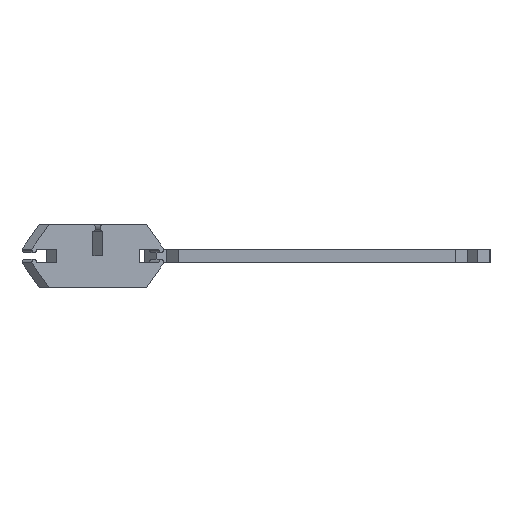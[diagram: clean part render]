
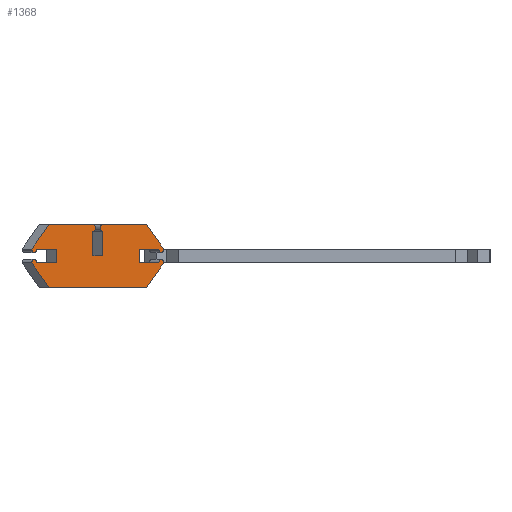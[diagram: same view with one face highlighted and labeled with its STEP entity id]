
A CAD part, front view. The second image highlights one B-rep face of the part: STEP entity #1368.
In plain terms, the highlighted planar face has unit normal (0.707, -0.707, 0).
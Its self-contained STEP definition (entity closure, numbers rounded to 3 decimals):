
#20=CIRCLE('',#1421,1.);
#22=CIRCLE('',#1427,1.);
#24=CIRCLE('',#1432,1.);
#26=CIRCLE('',#1438,1.);
#28=CIRCLE('',#1445,1.);
#30=CIRCLE('',#1451,1.);
#118=FACE_OUTER_BOUND('',#193,.T.);
#193=EDGE_LOOP('',(#1196,#1197,#1198,#1199,#1200,#1201,#1202,#1203,#1204,
#1205,#1206,#1207,#1208,#1209,#1210,#1211,#1212,#1213,#1214,#1215,#1216,
#1217,#1218));
#317=LINE('',#2053,#494);
#320=LINE('',#2059,#497);
#324=LINE('',#2071,#501);
#327=LINE('',#2077,#504);
#330=LINE('',#2083,#507);
#334=LINE('',#2095,#511);
#337=LINE('',#2101,#514);
#341=LINE('',#2113,#518);
#344=LINE('',#2119,#521);
#347=LINE('',#2125,#524);
#351=LINE('',#2137,#528);
#354=LINE('',#2143,#531);
#357=LINE('',#2149,#534);
#360=LINE('',#2155,#537);
#364=LINE('',#2167,#541);
#367=LINE('',#2173,#544);
#370=LINE('',#2179,#547);
#494=VECTOR('',#1670,10.);
#497=VECTOR('',#1675,10.);
#501=VECTOR('',#1687,10.);
#504=VECTOR('',#1692,10.);
#507=VECTOR('',#1697,10.);
#511=VECTOR('',#1709,10.);
#514=VECTOR('',#1714,10.);
#518=VECTOR('',#1726,10.);
#521=VECTOR('',#1731,10.);
#524=VECTOR('',#1736,10.);
#528=VECTOR('',#1748,10.);
#531=VECTOR('',#1753,10.);
#534=VECTOR('',#1758,10.);
#537=VECTOR('',#1763,10.);
#541=VECTOR('',#1775,10.);
#544=VECTOR('',#1780,10.);
#547=VECTOR('',#1785,10.);
#631=VERTEX_POINT('',#2050);
#632=VERTEX_POINT('',#2052);
#634=VERTEX_POINT('',#2058);
#636=VERTEX_POINT('',#2064);
#638=VERTEX_POINT('',#2070);
#640=VERTEX_POINT('',#2076);
#642=VERTEX_POINT('',#2082);
#644=VERTEX_POINT('',#2088);
#646=VERTEX_POINT('',#2094);
#648=VERTEX_POINT('',#2100);
#650=VERTEX_POINT('',#2106);
#652=VERTEX_POINT('',#2112);
#654=VERTEX_POINT('',#2118);
#656=VERTEX_POINT('',#2124);
#658=VERTEX_POINT('',#2130);
#660=VERTEX_POINT('',#2136);
#662=VERTEX_POINT('',#2142);
#664=VERTEX_POINT('',#2148);
#666=VERTEX_POINT('',#2154);
#668=VERTEX_POINT('',#2160);
#670=VERTEX_POINT('',#2166);
#672=VERTEX_POINT('',#2172);
#674=VERTEX_POINT('',#2178);
#797=EDGE_CURVE('',#632,#631,#317,.T.);
#800=EDGE_CURVE('',#634,#632,#320,.T.);
#803=EDGE_CURVE('',#636,#634,#20,.T.);
#806=EDGE_CURVE('',#638,#636,#324,.T.);
#809=EDGE_CURVE('',#640,#638,#327,.T.);
#812=EDGE_CURVE('',#642,#640,#330,.T.);
#815=EDGE_CURVE('',#644,#642,#22,.T.);
#818=EDGE_CURVE('',#646,#644,#334,.T.);
#821=EDGE_CURVE('',#648,#646,#337,.T.);
#824=EDGE_CURVE('',#650,#648,#24,.T.);
#827=EDGE_CURVE('',#652,#650,#341,.T.);
#830=EDGE_CURVE('',#654,#652,#344,.T.);
#833=EDGE_CURVE('',#656,#654,#347,.T.);
#836=EDGE_CURVE('',#658,#656,#26,.T.);
#839=EDGE_CURVE('',#660,#658,#351,.T.);
#842=EDGE_CURVE('',#662,#660,#354,.T.);
#845=EDGE_CURVE('',#664,#662,#357,.T.);
#848=EDGE_CURVE('',#666,#664,#360,.T.);
#851=EDGE_CURVE('',#668,#666,#28,.T.);
#854=EDGE_CURVE('',#670,#668,#364,.T.);
#857=EDGE_CURVE('',#672,#670,#367,.T.);
#860=EDGE_CURVE('',#674,#672,#370,.T.);
#863=EDGE_CURVE('',#631,#674,#30,.T.);
#1196=ORIENTED_EDGE('',*,*,#863,.T.);
#1197=ORIENTED_EDGE('',*,*,#860,.T.);
#1198=ORIENTED_EDGE('',*,*,#857,.T.);
#1199=ORIENTED_EDGE('',*,*,#854,.T.);
#1200=ORIENTED_EDGE('',*,*,#851,.T.);
#1201=ORIENTED_EDGE('',*,*,#848,.T.);
#1202=ORIENTED_EDGE('',*,*,#845,.T.);
#1203=ORIENTED_EDGE('',*,*,#842,.T.);
#1204=ORIENTED_EDGE('',*,*,#839,.T.);
#1205=ORIENTED_EDGE('',*,*,#836,.T.);
#1206=ORIENTED_EDGE('',*,*,#833,.T.);
#1207=ORIENTED_EDGE('',*,*,#830,.T.);
#1208=ORIENTED_EDGE('',*,*,#827,.T.);
#1209=ORIENTED_EDGE('',*,*,#824,.T.);
#1210=ORIENTED_EDGE('',*,*,#821,.T.);
#1211=ORIENTED_EDGE('',*,*,#818,.T.);
#1212=ORIENTED_EDGE('',*,*,#815,.T.);
#1213=ORIENTED_EDGE('',*,*,#812,.T.);
#1214=ORIENTED_EDGE('',*,*,#809,.T.);
#1215=ORIENTED_EDGE('',*,*,#806,.T.);
#1216=ORIENTED_EDGE('',*,*,#803,.T.);
#1217=ORIENTED_EDGE('',*,*,#800,.T.);
#1218=ORIENTED_EDGE('',*,*,#797,.T.);
#1301=PLANE('',#1452);
#1368=ADVANCED_FACE('',(#118),#1301,.T.);
#1421=AXIS2_PLACEMENT_3D('',#2065,#1681,#1682);
#1427=AXIS2_PLACEMENT_3D('',#2089,#1703,#1704);
#1432=AXIS2_PLACEMENT_3D('',#2107,#1720,#1721);
#1438=AXIS2_PLACEMENT_3D('',#2131,#1742,#1743);
#1445=AXIS2_PLACEMENT_3D('',#2161,#1769,#1770);
#1451=AXIS2_PLACEMENT_3D('',#2183,#1791,#1792);
#1452=AXIS2_PLACEMENT_3D('',#2184,#1793,#1794);
#1670=DIRECTION('',(-0.5,-0.5,-0.707));
#1675=DIRECTION('',(-0.707,-0.707,0.));
#1681=DIRECTION('center_axis',(0.707,-0.707,0.));
#1682=DIRECTION('ref_axis',(0.,0.,
-1.));
#1687=DIRECTION('',(0.,0.,1.));
#1692=DIRECTION('',(-0.707,-0.707,0.));
#1697=DIRECTION('',(0.,0.,-1.));
#1703=DIRECTION('center_axis',(0.707,-0.707,0.));
#1704=DIRECTION('ref_axis',(0.,0.,
1.));
#1709=DIRECTION('',(-0.707,-0.707,0.));
#1714=DIRECTION('',(-0.5,-0.5,0.707));
#1720=DIRECTION('center_axis',(0.707,-0.707,0.));
#1721=DIRECTION('ref_axis',(-0.707,-0.707,0.));
#1726=DIRECTION('',(0.707,0.707,0.));
#1731=DIRECTION('',(0.,0.,1.));
#1736=DIRECTION('',(-0.707,-0.707,0.));
#1742=DIRECTION('center_axis',(0.707,-0.707,0.));
#1743=DIRECTION('ref_axis',(0.707,0.707,0.));
#1748=DIRECTION('',(0.5,0.5,0.707));
#1753=DIRECTION('',(0.707,0.707,0.));
#1758=DIRECTION('',(0.707,0.707,0.));
#1763=DIRECTION('',(0.5,0.5,-0.707));
#1769=DIRECTION('center_axis',(0.707,-0.707,0.));
#1770=DIRECTION('ref_axis',(0.707,0.707,0.));
#1775=DIRECTION('',(-0.707,-0.707,0.));
#1780=DIRECTION('',(0.,0.,-1.));
#1785=DIRECTION('',(0.707,0.707,0.));
#1791=DIRECTION('center_axis',(0.707,-0.707,0.));
#1792=DIRECTION('ref_axis',(-0.707,-0.707,0.));
#1793=DIRECTION('center_axis',(0.707,-0.707,0.));
#1794=DIRECTION('ref_axis',(0.,0.,-1.));
#2050=CARTESIAN_POINT('',(-32.527,-35.355,4.));
#2052=CARTESIAN_POINT('',(-27.527,-30.355,11.071));
#2053=CARTESIAN_POINT('',(-32.527,-35.355,4.));
#2058=CARTESIAN_POINT('',(-14.849,-17.678,11.071));
#2059=CARTESIAN_POINT('',(-27.527,-30.355,11.071));
#2064=CARTESIAN_POINT('',(-14.849,-17.678,9.071));
#2065=CARTESIAN_POINT('Origin',(-14.849,-17.678,10.071));
#2070=CARTESIAN_POINT('',(-14.849,-17.678,2.));
#2071=CARTESIAN_POINT('',(-14.849,-17.678,2.));
#2076=CARTESIAN_POINT('',(-12.021,-14.849,2.));
#2077=CARTESIAN_POINT('',(-14.849,-17.678,2.));
#2082=CARTESIAN_POINT('',(-12.021,-14.849,9.071));
#2083=CARTESIAN_POINT('',(-12.021,-14.849,2.));
#2088=CARTESIAN_POINT('',(-12.021,-14.849,11.071));
#2089=CARTESIAN_POINT('Origin',(-12.021,-14.849,10.071));
#2094=CARTESIAN_POINT('',(0.657,-2.172,11.071));
#2095=CARTESIAN_POINT('',(0.657,-2.172,11.071));
#2100=CARTESIAN_POINT('',(5.657,2.828,4.));
#2101=CARTESIAN_POINT('',(5.657,2.828,4.));
#2106=CARTESIAN_POINT('',(4.243,1.414,4.));
#2107=CARTESIAN_POINT('Origin',(4.95,2.121,4.));
#2112=CARTESIAN_POINT('',(-1.414,-4.243,4.));
#2113=CARTESIAN_POINT('',(4.243,1.414,4.));
#2118=CARTESIAN_POINT('',(-1.414,-4.243,0.));
#2119=CARTESIAN_POINT('',(-1.414,-4.243,0.));
#2124=CARTESIAN_POINT('',(4.243,1.414,0.));
#2125=CARTESIAN_POINT('',(4.243,1.414,0.));
#2130=CARTESIAN_POINT('',(5.657,2.828,0.));
#2131=CARTESIAN_POINT('Origin',(4.95,2.121,0.));
#2136=CARTESIAN_POINT('',(0.657,-2.172,-7.071));
#2137=CARTESIAN_POINT('',(5.657,2.828,0.));
#2142=CARTESIAN_POINT('',(-13.435,-16.263,-7.071));
#2143=CARTESIAN_POINT('',(0.657,-2.172,-7.071));
#2148=CARTESIAN_POINT('',(-27.527,-30.355,-7.071));
#2149=CARTESIAN_POINT('',(-27.527,-30.355,-7.071));
#2154=CARTESIAN_POINT('',(-32.527,-35.355,0.));
#2155=CARTESIAN_POINT('',(-32.527,-35.355,0.));
#2160=CARTESIAN_POINT('',(-31.113,-33.941,0.));
#2161=CARTESIAN_POINT('Origin',(-31.82,-34.648,0.));
#2166=CARTESIAN_POINT('',(-25.456,-28.284,0.));
#2167=CARTESIAN_POINT('',(-31.113,-33.941,0.));
#2172=CARTESIAN_POINT('',(-25.456,-28.284,4.));
#2173=CARTESIAN_POINT('',(-25.456,-28.284,4.));
#2178=CARTESIAN_POINT('',(-31.113,-33.941,4.));
#2179=CARTESIAN_POINT('',(-31.113,-33.941,4.));
#2183=CARTESIAN_POINT('Origin',(-31.82,-34.648,4.));
#2184=CARTESIAN_POINT('Origin',(-13.435,-16.263,2.));
